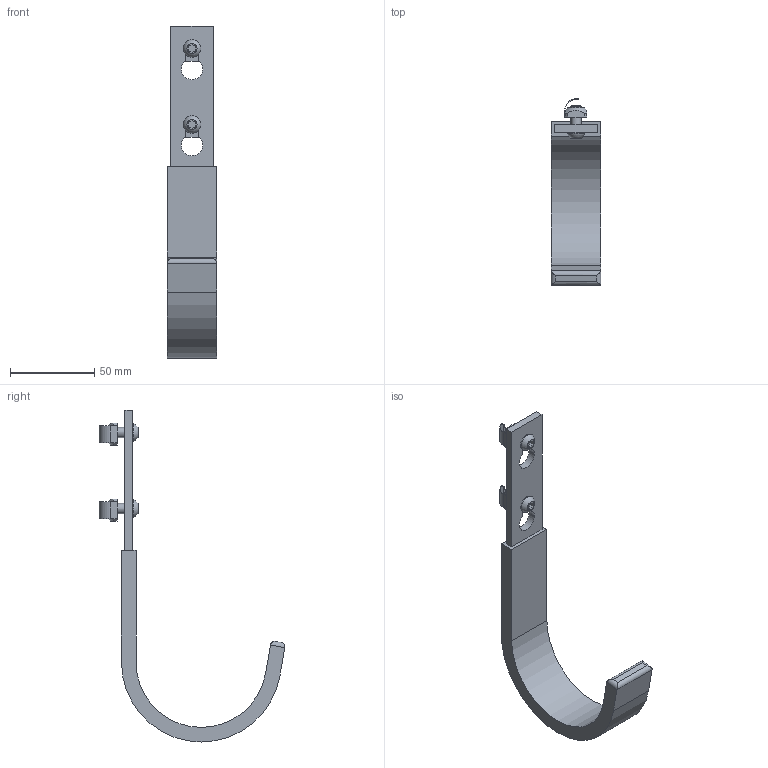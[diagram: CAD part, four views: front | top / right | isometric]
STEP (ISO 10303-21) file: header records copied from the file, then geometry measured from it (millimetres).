
FILE_DESCRIPTION(/* description */ (''),/* implementation_level */ '2;1');
FILE_NAME(/* name */ '71-610-1.stp',/* time_stamp */ '2025-11-13T11:32:55-05:00',/* author */ ('jmurphy'),/* organization */ (''),/* preprocessor_version */ 'ST-DEVELOPER v18.1',/* originating_system */ 'AutoCAD Mechanical',/* authorisation */ '');
FILE_SCHEMA (('AUTOMOTIVE_DESIGN { 1 0 10303 214 3 1 1 }'));
Length unit declared in the file: millimetre
Products named in the file (1): Product
Bounding box: 29.46 x 110.05 x 196.54 mm (x, y, z)
Volume: 64735.2 mm3; surface area: 24113.2 mm2
Topology: 5 solids, 5 shells, 109 faces, 270 edges, 176 vertices
Faces by surface type: plane 71, cylinder 28, cone 8, sphere 2
Full cylindrical faces by diameter (mm): 5 x2, 6 x2, 10.5 x2
Entity records: 3297 total; most frequent: CARTESIAN_POINT 676, ORIENTED_EDGE 540, DIRECTION 532, EDGE_CURVE 270, AXIS2_PLACEMENT_3D 180, VERTEX_POINT 176, LINE 172, VECTOR 172
